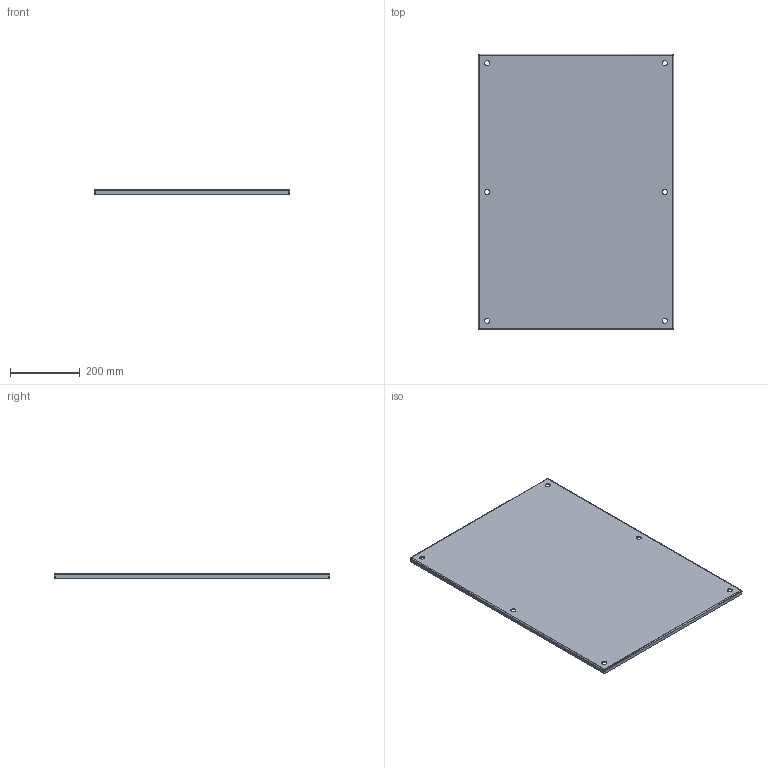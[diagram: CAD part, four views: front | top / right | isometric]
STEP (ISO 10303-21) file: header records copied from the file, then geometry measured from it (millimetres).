
FILE_DESCRIPTION(/* description */ (''),/* implementation_level */ '2;1');
FILE_NAME(/* name */ 'HW-WM3648CS.stp',/* time_stamp */ '2014-03-05T12:19:04-06:00',/* author */ ('jtigges'),/* organization */ (''),/* preprocessor_version */ 'ST-DEVELOPER v15.2',/* originating_system */ 'Autodesk Inventor 2014',/* authorisation */ '');
FILE_SCHEMA (('AUTOMOTIVE_DESIGN { 1 0 10303 214 3 1 1 }'));
Length unit declared in the file: inch
Products named in the file (1): BP3648CS_STP
Bounding box: 558.8 x 787.4 x 12.7 mm (x, y, z)
Volume: 1236757 mm3; surface area: 936032.3 mm2
Topology: 1 solids, 1 shells, 29 faces, 75 edges, 48 vertices
Faces by surface type: cylinder 14, plane 11, sphere 4
Full cylindrical faces by diameter (mm): 14.287 x6
Entity records: 836 total; most frequent: DIRECTION 148, CARTESIAN_POINT 130, ORIENTED_EDGE 120, EDGE_CURVE 60, AXIS2_PLACEMENT_3D 58, EDGE_LOOP 48, VERTEX_POINT 40, LINE 32
